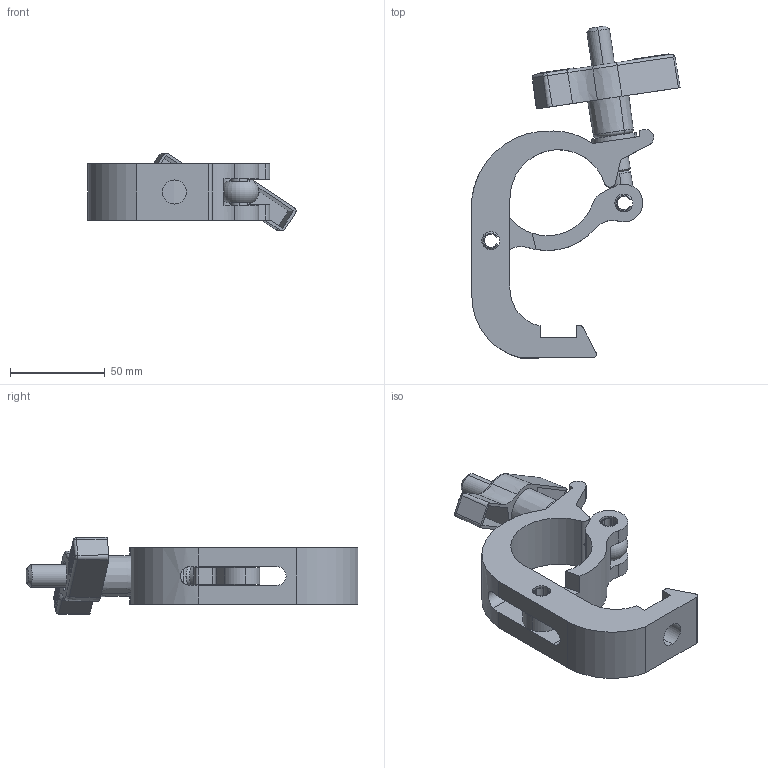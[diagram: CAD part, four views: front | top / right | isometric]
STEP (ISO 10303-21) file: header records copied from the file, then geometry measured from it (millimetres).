
FILE_DESCRIPTION (( 'STEP AP203' ), '1' );
FILE_NAME ('T58860.STEP', '2023-07-27T16:14:39', ( '' ), ( '' ), 'SwSTEP 2.0', 'SolidWorks 2022', '' );
FILE_SCHEMA (( 'CONFIG_CONTROL_DESIGN' ));
Length unit declared in the file: millimetre
Products named in the file (10): S0124; TH2024_30MM WIDE; TH2023_30MM WIDE; F791; T78052_T78053; TH013_NO STAMPING; TH1304_TH1304; T58860; A Washer_Bright washer BS 4320 - M12 (Form A); TH733
Assembly tree (10 placements, depth 3):
  T58860
    TH013_NO STAMPING
      TH2023_30MM WIDE
    TH1304_TH1304
      TH2024_30MM WIDE
    F791  x2
    T78052_T78053
      TH733
      A Washer_Bright washer BS 4320 - M12 (Form A)
      S0124
Bounding box: 110.08 x 175.52 x 40.86 mm (x, y, z)
Volume: 140443.6 mm3; surface area: 51243.3 mm2
Topology: 7 solids, 7 shells, 423 faces, 1114 edges, 730 vertices
Faces by surface type: plane 196, cylinder 111, bspline 70, cone 34, torus 12
Entity records: 17460 total; most frequent: CARTESIAN_POINT 6471, ORIENTED_EDGE 2152, DIRECTION 1908, EDGE_CURVE 1076, VERTEX_POINT 706, LINE 650, VECTOR 650, AXIS2_PLACEMENT_3D 629
